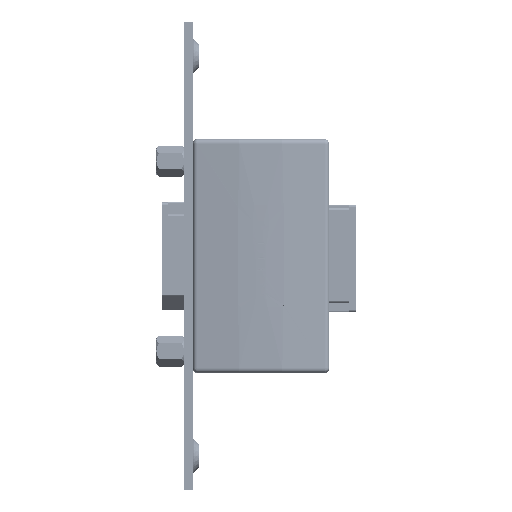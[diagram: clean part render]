
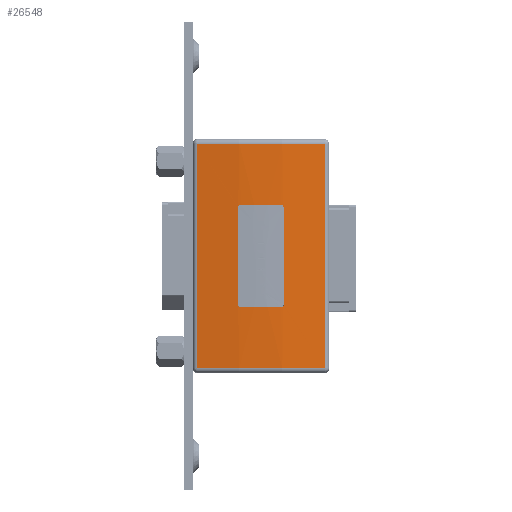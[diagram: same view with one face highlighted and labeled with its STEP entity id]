
A CAD part, left-side view. The second image highlights one B-rep face of the part: STEP entity #26548.
In plain terms, the highlighted cylindrical face has radius 75 mm (diameter 150 mm), a partial arc.
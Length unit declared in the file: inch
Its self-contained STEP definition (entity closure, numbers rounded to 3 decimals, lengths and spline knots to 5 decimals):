
#248 = VERTEX_POINT ( 'NONE', #59493 ) ;
#491 = EDGE_CURVE ( 'NONE', #38946, #9340, #24714, .T. ) ;
#2818 = VERTEX_POINT ( 'NONE', #12271 ) ;
#5045 = CARTESIAN_POINT ( 'NONE',  ( -0.77559, 2.61808, -0.49383 ) ) ;
#5916 = AXIS2_PLACEMENT_3D ( 'NONE', #5045, #38866, #9893 ) ;
#6211 = EDGE_CURVE ( 'NONE', #59849, #11186, #15206, .T. ) ;
#7943 = EDGE_CURVE ( 'NONE', #11186, #38946, #23222, .T. ) ;
#8235 = DIRECTION ( 'NONE',  ( 0., 0., -1. ) ) ;
#8327 = CARTESIAN_POINT ( 'NONE',  ( 0.77559, 2.61808, -0.49383 ) ) ;
#8458 = CARTESIAN_POINT ( 'NONE',  ( -0.35433, -0.33122, -0.35084 ) ) ;
#9340 = VERTEX_POINT ( 'NONE', #51543 ) ;
#9893 = DIRECTION ( 'NONE',  ( 0., 0., -1. ) ) ;
#10053 = ORIENTED_EDGE ( 'NONE', *, *, #55566, .T. ) ;
#11186 = VERTEX_POINT ( 'NONE', #61806 ) ;
#11868 = VECTOR ( 'NONE', #61570, 39.37008 ) ;
#12271 = CARTESIAN_POINT ( 'NONE',  ( 0.77559, -0.30115, -0.05012 ) ) ;
#13214 = DIRECTION ( 'NONE',  ( 0., 0., -1. ) ) ;
#13386 = CARTESIAN_POINT ( 'NONE',  ( 0.35433, 2.61808, -0.49383 ) ) ;
#13511 = CARTESIAN_POINT ( 'NONE',  ( -0.33465, -0.33048, -0.33635 ) ) ;
#14015 = CARTESIAN_POINT ( 'NONE',  ( -0.34493, -0.33059, -0.64918 ) ) ;
#14727 = CARTESIAN_POINT ( 'NONE',  ( 0.35433, -0.33146, -0.63163 ) ) ;
#14979 = VERTEX_POINT ( 'NONE', #48942 ) ;
#15206 = CIRCLE ( 'NONE', #32194, 2.95276 ) ;
#16244 = B_SPLINE_CURVE_WITH_KNOTS ( 'NONE', 3,
 ( #42918, #38079, #14015, #47757, #18840, #52606 ),
 .UNSPECIFIED., .F., .F.,
 ( 4, 2, 4 ),
 ( 0., 0.00039, 0.00078 ),
 .UNSPECIFIED. ) ;
#16811 = AXIS2_PLACEMENT_3D ( 'NONE', #37210, #56601, #8235 ) ;
#17534 = ORIENTED_EDGE ( 'NONE', *, *, #35042, .T. ) ;
#18088 = VECTOR ( 'NONE', #59037, 39.37008 ) ;
#18197 = CARTESIAN_POINT ( 'NONE',  ( -0.3522, -0.33097, -0.34576 ) ) ;
#18243 = DIRECTION ( 'NONE',  ( 0., 0., 1. ) ) ;
#18840 = CARTESIAN_POINT ( 'NONE',  ( -0.35433, -0.33122, -0.63682 ) ) ;
#19226 = EDGE_CURVE ( 'NONE', #42502, #42341, #57304, .T. ) ;
#19546 = FACE_OUTER_BOUND ( 'NONE', #29455, .T. ) ;
#19573 = CARTESIAN_POINT ( 'NONE',  ( 0.33985, -0.33048, -0.65131 ) ) ;
#21393 = CARTESIAN_POINT ( 'NONE',  ( -0.35433, 2.61808, -0.49383 ) ) ;
#22993 = CARTESIAN_POINT ( 'NONE',  ( 0.77559, -0.30115, -0.93754 ) ) ;
#23087 = CARTESIAN_POINT ( 'NONE',  ( -0.33985, -0.33048, -0.33635 ) ) ;
#23222 = B_SPLINE_CURVE_WITH_KNOTS ( 'NONE', 3,
 ( #14727, #43235, #24260, #48474, #19573, #53338 ),
 .UNSPECIFIED., .F., .F.,
 ( 4, 2, 4 ),
 ( 0., 0.00039, 0.00078 ),
 .UNSPECIFIED. ) ;
#23742 = DIRECTION ( 'NONE',  ( 1., 0., 0. ) ) ;
#24260 = CARTESIAN_POINT ( 'NONE',  ( 0.3522, -0.33097, -0.6419 ) ) ;
#24714 = LINE ( 'NONE', #47002, #11868 ) ;
#25681 = CARTESIAN_POINT ( 'NONE',  ( 0.35433, -0.33146, -0.35604 ) ) ;
#25766 = ORIENTED_EDGE ( 'NONE', *, *, #46885, .T. ) ;
#26080 = CIRCLE ( 'NONE', #5916, 2.95276 ) ;
#26147 = CIRCLE ( 'NONE', #50380, 2.95276 ) ;
#26285 = DIRECTION ( 'NONE',  ( 0., 0., -1. ) ) ;
#26500 = CARTESIAN_POINT ( 'NONE',  ( 0.35219, -0.33097, -0.34574 ) ) ;
#26548 = ADVANCED_FACE ( 'NONE', ( #19546, #32458 ), #43710, .T. ) ;
#27078 = ORIENTED_EDGE ( 'NONE', *, *, #57305, .T. ) ;
#27402 = VERTEX_POINT ( 'NONE', #58390 ) ;
#29455 = EDGE_LOOP ( 'NONE', ( #42572, #17534, #36810, #10053 ) ) ;
#29487 = LINE ( 'NONE', #30177, #18088 ) ;
#30177 = CARTESIAN_POINT ( 'NONE',  ( -0.80709, -0.30115, -0.05012 ) ) ;
#30350 = EDGE_CURVE ( 'NONE', #2818, #27402, #29487, .T. ) ;
#31159 = CARTESIAN_POINT ( 'NONE',  ( 0.33985, -0.33048, -0.33635 ) ) ;
#31358 = CARTESIAN_POINT ( 'NONE',  ( 0.35433, -0.33146, -0.35604 ) ) ;
#32194 = AXIS2_PLACEMENT_3D ( 'NONE', #13386, #47154, #18243 ) ;
#32458 = FACE_BOUND ( 'NONE', #58605, .T. ) ;
#32969 = ORIENTED_EDGE ( 'NONE', *, *, #6211, .T. ) ;
#34729 = ORIENTED_EDGE ( 'NONE', *, *, #491, .T. ) ;
#35042 = EDGE_CURVE ( 'NONE', #54263, #2818, #41864, .T. ) ;
#36810 = ORIENTED_EDGE ( 'NONE', *, *, #30350, .T. ) ;
#37210 = CARTESIAN_POINT ( 'NONE',  ( -0.80709, 2.61808, -0.49383 ) ) ;
#37375 = ORIENTED_EDGE ( 'NONE', *, *, #19226, .T. ) ;
#37848 = ORIENTED_EDGE ( 'NONE', *, *, #55127, .T. ) ;
#38079 = CARTESIAN_POINT ( 'NONE',  ( -0.33985, -0.33048, -0.65131 ) ) ;
#38276 = LINE ( 'NONE', #59839, #49549 ) ;
#38866 = DIRECTION ( 'NONE',  ( 1., 0., 0. ) ) ;
#38946 = VERTEX_POINT ( 'NONE', #44329 ) ;
#39471 = ORIENTED_EDGE ( 'NONE', *, *, #60118, .T. ) ;
#39931 = ORIENTED_EDGE ( 'NONE', *, *, #7943, .T. ) ;
#41472 = VECTOR ( 'NONE', #23742, 39.37008 ) ;
#41864 = CIRCLE ( 'NONE', #53166, 2.95276 ) ;
#42143 = DIRECTION ( 'NONE',  ( -1., 0., 0. ) ) ;
#42284 = CARTESIAN_POINT ( 'NONE',  ( -0.35433, -0.33146, -0.35604 ) ) ;
#42341 = VERTEX_POINT ( 'NONE', #46260 ) ;
#42502 = VERTEX_POINT ( 'NONE', #13511 ) ;
#42572 = ORIENTED_EDGE ( 'NONE', *, *, #46216, .T. ) ;
#42918 = CARTESIAN_POINT ( 'NONE',  ( -0.33465, -0.33048, -0.65131 ) ) ;
#43235 = CARTESIAN_POINT ( 'NONE',  ( 0.35433, -0.33122, -0.63682 ) ) ;
#43710 = CYLINDRICAL_SURFACE ( 'NONE', #16811, 2.95276 ) ;
#44329 = CARTESIAN_POINT ( 'NONE',  ( 0.33465, -0.33048, -0.65131 ) ) ;
#46216 = EDGE_CURVE ( 'NONE', #14979, #54263, #38276, .T. ) ;
#46260 = CARTESIAN_POINT ( 'NONE',  ( 0.33465, -0.33048, -0.33635 ) ) ;
#46876 = CARTESIAN_POINT ( 'NONE',  ( -0.35433, -0.33146, -0.35604 ) ) ;
#46885 = EDGE_CURVE ( 'NONE', #42341, #59849, #48139, .T. ) ;
#47002 = CARTESIAN_POINT ( 'NONE',  ( -0.80709, -0.33048, -0.65131 ) ) ;
#47154 = DIRECTION ( 'NONE',  ( 1., 0., 0. ) ) ;
#47757 = CARTESIAN_POINT ( 'NONE',  ( -0.35219, -0.33097, -0.64192 ) ) ;
#48139 = B_SPLINE_CURVE_WITH_KNOTS ( 'NONE', 3,
 ( #50473, #31159, #55352, #26500, #60190, #31358 ),
 .UNSPECIFIED., .F., .F.,
 ( 4, 2, 4 ),
 ( 0., 0.00039, 0.00078 ),
 .UNSPECIFIED. ) ;
#48474 = CARTESIAN_POINT ( 'NONE',  ( 0.34495, -0.33059, -0.64917 ) ) ;
#48942 = CARTESIAN_POINT ( 'NONE',  ( -0.77559, -0.30115, -0.93754 ) ) ;
#49549 = VECTOR ( 'NONE', #50129, 39.37008 ) ;
#50129 = DIRECTION ( 'NONE',  ( 1., 0., 0. ) ) ;
#50380 = AXIS2_PLACEMENT_3D ( 'NONE', #21393, #55141, #26285 ) ;
#50473 = CARTESIAN_POINT ( 'NONE',  ( 0.33465, -0.33048, -0.33635 ) ) ;
#50871 = VERTEX_POINT ( 'NONE', #46876 ) ;
#51543 = CARTESIAN_POINT ( 'NONE',  ( -0.33465, -0.33048, -0.65131 ) ) ;
#51957 = CARTESIAN_POINT ( 'NONE',  ( -0.34495, -0.33059, -0.33849 ) ) ;
#52606 = CARTESIAN_POINT ( 'NONE',  ( -0.35433, -0.33146, -0.63163 ) ) ;
#53166 = AXIS2_PLACEMENT_3D ( 'NONE', #8327, #42143, #13214 ) ;
#53338 = CARTESIAN_POINT ( 'NONE',  ( 0.33465, -0.33048, -0.65131 ) ) ;
#53837 = B_SPLINE_CURVE_WITH_KNOTS ( 'NONE', 3,
 ( #42284, #8458, #18197, #51957, #23087, #56828 ),
 .UNSPECIFIED., .F., .F.,
 ( 4, 2, 4 ),
 ( 0., 0.00039, 0.00078 ),
 .UNSPECIFIED. ) ;
#54263 = VERTEX_POINT ( 'NONE', #22993 ) ;
#55127 = EDGE_CURVE ( 'NONE', #248, #50871, #26147, .T. ) ;
#55141 = DIRECTION ( 'NONE',  ( -1., 0., 0. ) ) ;
#55352 = CARTESIAN_POINT ( 'NONE',  ( 0.34493, -0.33059, -0.33849 ) ) ;
#55566 = EDGE_CURVE ( 'NONE', #27402, #14979, #26080, .T. ) ;
#56601 = DIRECTION ( 'NONE',  ( 1., 0., 0. ) ) ;
#56828 = CARTESIAN_POINT ( 'NONE',  ( -0.33465, -0.33048, -0.33635 ) ) ;
#57304 = LINE ( 'NONE', #62345, #41472 ) ;
#57305 = EDGE_CURVE ( 'NONE', #9340, #248, #16244, .T. ) ;
#58390 = CARTESIAN_POINT ( 'NONE',  ( -0.77559, -0.30115, -0.05012 ) ) ;
#58605 = EDGE_LOOP ( 'NONE', ( #27078, #37848, #39471, #37375, #25766, #32969, #39931, #34729 ) ) ;
#59037 = DIRECTION ( 'NONE',  ( -1., 0., 0. ) ) ;
#59493 = CARTESIAN_POINT ( 'NONE',  ( -0.35433, -0.33146, -0.63163 ) ) ;
#59839 = CARTESIAN_POINT ( 'NONE',  ( -0.80709, -0.30115, -0.93754 ) ) ;
#59849 = VERTEX_POINT ( 'NONE', #25681 ) ;
#60118 = EDGE_CURVE ( 'NONE', #50871, #42502, #53837, .T. ) ;
#60190 = CARTESIAN_POINT ( 'NONE',  ( 0.35433, -0.33122, -0.35084 ) ) ;
#61570 = DIRECTION ( 'NONE',  ( -1., 0., 0. ) ) ;
#61806 = CARTESIAN_POINT ( 'NONE',  ( 0.35433, -0.33146, -0.63163 ) ) ;
#62345 = CARTESIAN_POINT ( 'NONE',  ( -0.80709, -0.33048, -0.33635 ) ) ;
